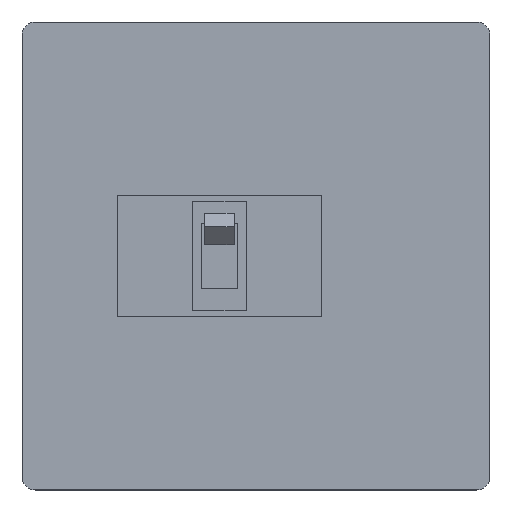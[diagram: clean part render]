
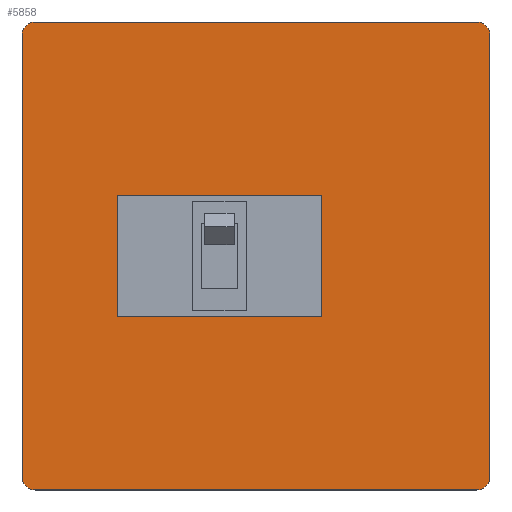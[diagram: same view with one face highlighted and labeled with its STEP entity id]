
A CAD part, top view. The second image highlights one B-rep face of the part: STEP entity #5858.
In plain terms, the highlighted planar face has unit normal (0, 0, 1).
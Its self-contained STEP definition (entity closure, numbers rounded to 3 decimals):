
#538 = DIRECTION ( 'NONE',  ( -1., 0., 0. ) ) ;
#628 = CARTESIAN_POINT ( 'NONE',  ( -57., -25., 15. ) ) ;
#969 = ORIENTED_EDGE ( 'NONE', *, *, #18852, .T. ) ;
#979 = CIRCLE ( 'NONE', #9016, 5.5 ) ;
#1084 = EDGE_CURVE ( 'NONE', #14765, #3974, #5872, .T. ) ;
#1175 = DIRECTION ( 'NONE',  ( 0., 0., 1. ) ) ;
#1554 = EDGE_CURVE ( 'NONE', #14484, #11821, #4285, .T. ) ;
#1607 = CARTESIAN_POINT ( 'NONE',  ( 27., -25., 15. ) ) ;
#1844 = DIRECTION ( 'NONE',  ( 0., 0., 1. ) ) ;
#2350 = CARTESIAN_POINT ( 'NONE',  ( -90.5, -96., 15. ) ) ;
#2521 = CARTESIAN_POINT ( 'NONE',  ( 27., 25., 15. ) ) ;
#2728 = ORIENTED_EDGE ( 'NONE', *, *, #19664, .T. ) ;
#2887 = CARTESIAN_POINT ( 'NONE',  ( 27., -25., 15. ) ) ;
#2973 = LINE ( 'NONE', #15475, #20178 ) ;
#3268 = DIRECTION ( 'NONE',  ( 1., 0., 0. ) ) ;
#3373 = FACE_OUTER_BOUND ( 'NONE', #11882, .T. ) ;
#3739 = ORIENTED_EDGE ( 'NONE', *, *, #1554, .T. ) ;
#3974 = VERTEX_POINT ( 'NONE', #10389 ) ;
#4239 = CARTESIAN_POINT ( 'NONE',  ( 96., 96., 15. ) ) ;
#4285 = LINE ( 'NONE', #18709, #8166 ) ;
#4862 = CARTESIAN_POINT ( 'NONE',  ( -96., 96., 15. ) ) ;
#4929 = DIRECTION ( 'NONE',  ( 0., 0., 1. ) ) ;
#5080 = EDGE_CURVE ( 'NONE', #21173, #11935, #2973, .T. ) ;
#5143 = LINE ( 'NONE', #4239, #17465 ) ;
#5335 = CIRCLE ( 'NONE', #11701, 5.5 ) ;
#5496 = EDGE_CURVE ( 'NONE', #12363, #14765, #15379, .T. ) ;
#5858 = ADVANCED_FACE ( 'NONE', ( #3373, #16131 ), #7780, .T. ) ;
#5872 = LINE ( 'NONE', #4862, #14221 ) ;
#5939 = DIRECTION ( 'NONE',  ( 0., -1., 0. ) ) ;
#6211 = CARTESIAN_POINT ( 'NONE',  ( -96., 90.5, 15. ) ) ;
#6983 = DIRECTION ( 'NONE',  ( 0., 0., 1. ) ) ;
#6993 = CARTESIAN_POINT ( 'NONE',  ( 90.5, -96., 15. ) ) ;
#7729 = CARTESIAN_POINT ( 'NONE',  ( -57., 25., 15. ) ) ;
#7780 = PLANE ( 'NONE',  #19180 ) ;
#7977 = DIRECTION ( 'NONE',  ( -1., 0., 0. ) ) ;
#8006 = ORIENTED_EDGE ( 'NONE', *, *, #8349, .T. ) ;
#8166 = VECTOR ( 'NONE', #17940, 1000. ) ;
#8280 = CARTESIAN_POINT ( 'NONE',  ( 90.5, 96., 15. ) ) ;
#8349 = EDGE_CURVE ( 'NONE', #13666, #14484, #979, .T. ) ;
#8488 = ORIENTED_EDGE ( 'NONE', *, *, #5496, .T. ) ;
#8549 = CARTESIAN_POINT ( 'NONE',  ( 90.5, -90.5, 15. ) ) ;
#8576 = VERTEX_POINT ( 'NONE', #2521 ) ;
#9016 = AXIS2_PLACEMENT_3D ( 'NONE', #17020, #6983, #18705 ) ;
#9888 = CARTESIAN_POINT ( 'NONE',  ( -57., -25., 15. ) ) ;
#9955 = EDGE_CURVE ( 'NONE', #3974, #12142, #19633, .T. ) ;
#10238 = DIRECTION ( 'NONE',  ( 1., 0., 0. ) ) ;
#10389 = CARTESIAN_POINT ( 'NONE',  ( -90.5, 96., 15. ) ) ;
#10734 = VECTOR ( 'NONE', #17901, 1000. ) ;
#10894 = EDGE_CURVE ( 'NONE', #11935, #16016, #13479, .T. ) ;
#11145 = CARTESIAN_POINT ( 'NONE',  ( 0., 0., 15. ) ) ;
#11252 = ORIENTED_EDGE ( 'NONE', *, *, #5080, .F. ) ;
#11274 = EDGE_CURVE ( 'NONE', #12142, #13666, #21133, .T. ) ;
#11642 = CARTESIAN_POINT ( 'NONE',  ( 96., 90.5, 15. ) ) ;
#11701 = AXIS2_PLACEMENT_3D ( 'NONE', #8549, #20230, #10238 ) ;
#11768 = CARTESIAN_POINT ( 'NONE',  ( 90.5, 90.5, 15. ) ) ;
#11821 = VERTEX_POINT ( 'NONE', #6993 ) ;
#11842 = VECTOR ( 'NONE', #7977, 1000. ) ;
#11882 = EDGE_LOOP ( 'NONE', ( #15273, #8006, #3739, #2728, #969, #8488, #19764, #18167 ) ) ;
#11935 = VERTEX_POINT ( 'NONE', #628 ) ;
#12024 = CARTESIAN_POINT ( 'NONE',  ( -96., -90.5, 15. ) ) ;
#12141 = EDGE_LOOP ( 'NONE', ( #15934, #20513, #21002, #11252 ) ) ;
#12142 = VERTEX_POINT ( 'NONE', #6211 ) ;
#12191 = DIRECTION ( 'NONE',  ( 0., -1., 0. ) ) ;
#12363 = VERTEX_POINT ( 'NONE', #11642 ) ;
#12819 = DIRECTION ( 'NONE',  ( 1., 0., 0. ) ) ;
#13465 = DIRECTION ( 'NONE',  ( 1., 0., 0. ) ) ;
#13479 = LINE ( 'NONE', #9888, #17464 ) ;
#13666 = VERTEX_POINT ( 'NONE', #12024 ) ;
#14098 = CARTESIAN_POINT ( 'NONE',  ( -96., 96., 15. ) ) ;
#14221 = VECTOR ( 'NONE', #538, 1000. ) ;
#14484 = VERTEX_POINT ( 'NONE', #2350 ) ;
#14765 = VERTEX_POINT ( 'NONE', #8280 ) ;
#14936 = CARTESIAN_POINT ( 'NONE',  ( -90.5, 90.5, 15. ) ) ;
#15164 = LINE ( 'NONE', #2887, #10734 ) ;
#15273 = ORIENTED_EDGE ( 'NONE', *, *, #11274, .T. ) ;
#15379 = CIRCLE ( 'NONE', #15488, 5.5 ) ;
#15475 = CARTESIAN_POINT ( 'NONE',  ( -57., 25., 15. ) ) ;
#15487 = EDGE_CURVE ( 'NONE', #16016, #8576, #15164, .T. ) ;
#15488 = AXIS2_PLACEMENT_3D ( 'NONE', #11768, #1844, #13465 ) ;
#15934 = ORIENTED_EDGE ( 'NONE', *, *, #19577, .F. ) ;
#16016 = VERTEX_POINT ( 'NONE', #1607 ) ;
#16131 = FACE_BOUND ( 'NONE', #12141, .T. ) ;
#16634 = DIRECTION ( 'NONE',  ( 1., 0., 0. ) ) ;
#16674 = VECTOR ( 'NONE', #5939, 1000. ) ;
#16868 = VERTEX_POINT ( 'NONE', #20749 ) ;
#17020 = CARTESIAN_POINT ( 'NONE',  ( -90.5, -90.5, 15. ) ) ;
#17464 = VECTOR ( 'NONE', #3268, 1000. ) ;
#17465 = VECTOR ( 'NONE', #17600, 1000. ) ;
#17600 = DIRECTION ( 'NONE',  ( 0., 1., 0. ) ) ;
#17901 = DIRECTION ( 'NONE',  ( 0., 1., 0. ) ) ;
#17940 = DIRECTION ( 'NONE',  ( 1., 0., 0. ) ) ;
#17996 = CARTESIAN_POINT ( 'NONE',  ( 27., 25., 15. ) ) ;
#18167 = ORIENTED_EDGE ( 'NONE', *, *, #9955, .T. ) ;
#18705 = DIRECTION ( 'NONE',  ( 1., 0., 0. ) ) ;
#18709 = CARTESIAN_POINT ( 'NONE',  ( -96., -96., 15. ) ) ;
#18852 = EDGE_CURVE ( 'NONE', #16868, #12363, #5143, .T. ) ;
#19180 = AXIS2_PLACEMENT_3D ( 'NONE', #11145, #1175, #12819 ) ;
#19474 = AXIS2_PLACEMENT_3D ( 'NONE', #14936, #4929, #16634 ) ;
#19577 = EDGE_CURVE ( 'NONE', #8576, #21173, #20775, .T. ) ;
#19633 = CIRCLE ( 'NONE', #19474, 5.5 ) ;
#19664 = EDGE_CURVE ( 'NONE', #11821, #16868, #5335, .T. ) ;
#19764 = ORIENTED_EDGE ( 'NONE', *, *, #1084, .T. ) ;
#20178 = VECTOR ( 'NONE', #12191, 1000. ) ;
#20230 = DIRECTION ( 'NONE',  ( 0., 0., 1. ) ) ;
#20513 = ORIENTED_EDGE ( 'NONE', *, *, #15487, .F. ) ;
#20749 = CARTESIAN_POINT ( 'NONE',  ( 96., -90.5, 15. ) ) ;
#20775 = LINE ( 'NONE', #17996, #11842 ) ;
#21002 = ORIENTED_EDGE ( 'NONE', *, *, #10894, .F. ) ;
#21133 = LINE ( 'NONE', #14098, #16674 ) ;
#21173 = VERTEX_POINT ( 'NONE', #7729 ) ;
